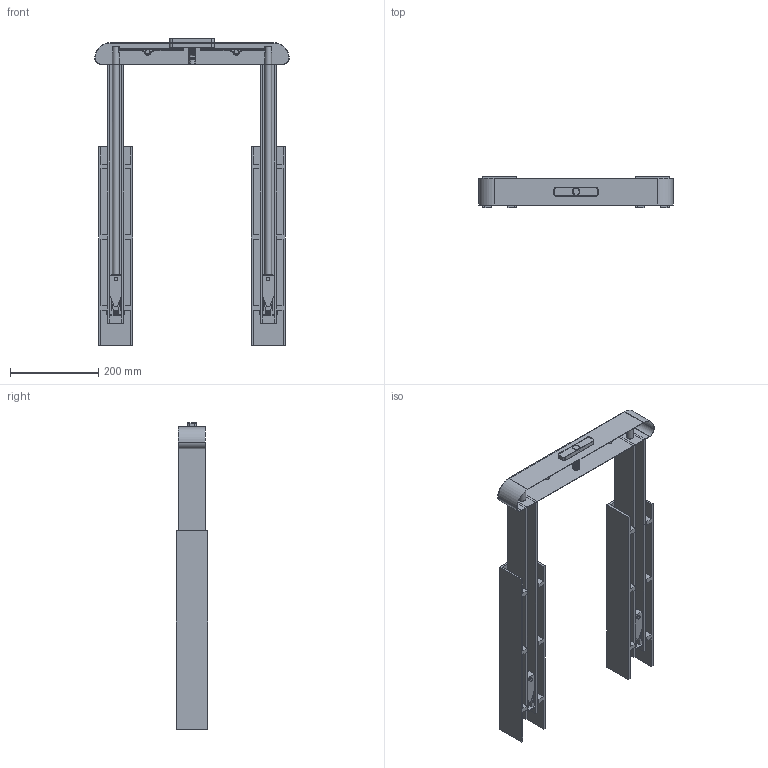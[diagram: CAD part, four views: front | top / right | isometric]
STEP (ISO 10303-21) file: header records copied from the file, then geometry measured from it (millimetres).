
FILE_DESCRIPTION(('CATIA V5 STEP Exchange'),'2;1');
FILE_NAME('Product1.stp','2014-05-15T15:48:10+00:00',('none'),('none'),'CATIA Version 5 Release 21 GA (IN-10)','CATIA V5 STEP AP203','none');
FILE_SCHEMA(('CONFIG_CONTROL_DESIGN'));
Length unit declared in the file: millimetre
Products named in the file (1): Product1
Assembly tree (23 placements, depth 2):
  Product1
    #58
    #693
    #1234  x2
    #1869
    #2469
    #3476
    #3580
    #7651
    #11722
    #13082
    #13623
    #14258
    #14858
    #15865
    #16857
    #16961
    #21028
    #25095
    #26002
    #26994
    #27901
    #28619
Bounding box: 440 x 70.5 x 694.69 mm (x, y, z)
Volume: 2415889.6 mm3; surface area: 1065141.8 mm2
Topology: 23 solids, 23 shells, 688 faces, 1596 edges, 964 vertices
Faces by surface type: plane 288, bspline 228, cylinder 116, extrusion 20, revolution 16, torus 12, sphere 8
Entity records: 35763 total; most frequent: CARTESIAN_POINT 23095, ORIENTED_EDGE 3068, DIRECTION 1744, EDGE_CURVE 1534, VERTEX_POINT 926, VECTOR 754, LINE 734, EDGE_LOOP 726
